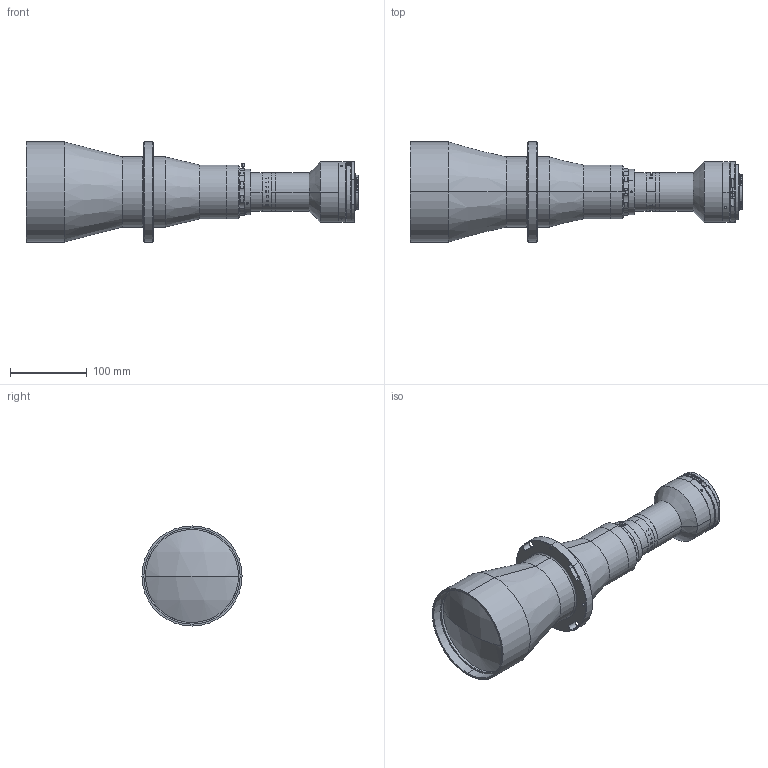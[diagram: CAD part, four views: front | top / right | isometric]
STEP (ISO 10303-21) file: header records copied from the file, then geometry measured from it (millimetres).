
FILE_DESCRIPTION (( 'STEP AP203' ), '1' );
FILE_NAME ('XF-PTL11038-F-VI.STEP', '2019-05-28T01:26:48', ( 'canrill005' ), ( '' ), 'SwSTEP 2.0', 'SolidWorks 2014', '' );
FILE_SCHEMA (( 'CONFIG_CONTROL_DESIGN' ));
Length unit declared in the file: millimetre
Products named in the file (2): XF-PTL11038-F-VI
Bounding box: 431.19 x 130 x 130 mm (x, y, z)
Surface area: 176324.6 mm2 (no closed solid volume)
Topology: 0 solids, 47 shells, 283 faces, 1418 edges, 1173 vertices
Faces by surface type: cylinder 149, plane 76, cone 38, torus 10, bspline 6, sphere 4
Entity records: 22375 total; most frequent: CARTESIAN_POINT 11545, DIRECTION 2111, ORIENTED_EDGE 1936, EDGE_CURVE 1416, VERTEX_POINT 1173, AXIS2_PLACEMENT_3D 827, CIRCLE 548, LINE 457
